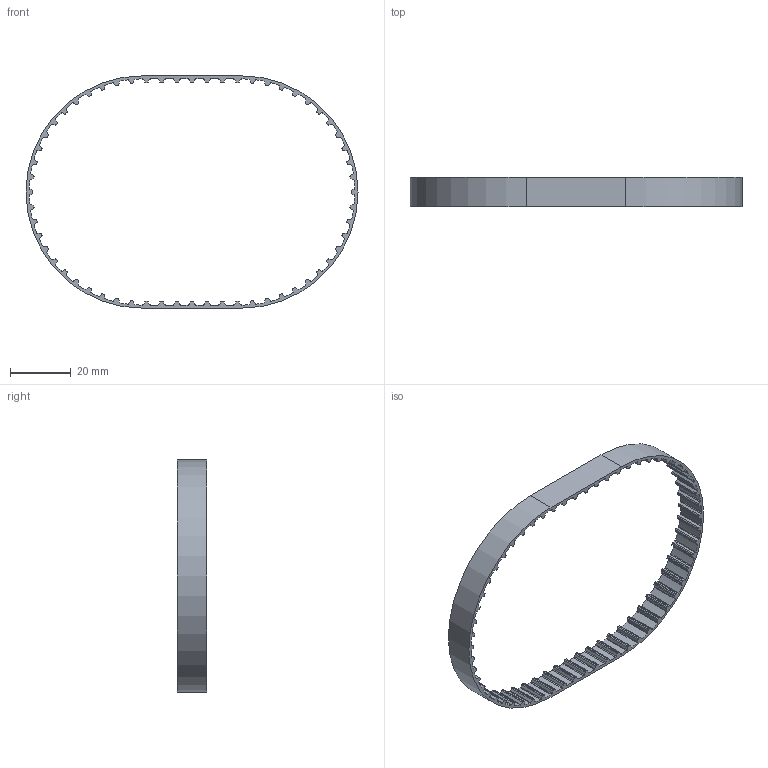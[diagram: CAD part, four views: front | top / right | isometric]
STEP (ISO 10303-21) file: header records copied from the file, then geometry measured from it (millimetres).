
FILE_DESCRIPTION (( 'STEP AP214' ), '1' );
FILE_NAME ('120XL037NG.step', '2015-04-08T23:01:33', ( '' ), ( '' ), 'SwSTEP 2.0', 'SolidWorks 2014', '' );
FILE_SCHEMA (( 'AUTOMOTIVE_DESIGN' ));
Length unit declared in the file: inch
Products named in the file (1): 120XL037NG
Bounding box: 108.91 x 9.53 x 76.2 mm (x, y, z)
Volume: 3992.5 mm3; surface area: 7385.2 mm2
Topology: 1 solids, 1 shells, 520 faces, 1554 edges, 1036 vertices
Faces by surface type: cylinder 320, plane 200
Entity records: 17802 total; most frequent: DIRECTION 3236, CARTESIAN_POINT 3111, ORIENTED_EDGE 3108, EDGE_CURVE 1554, AXIS2_PLACEMENT_3D 1161, VERTEX_POINT 1036, VECTOR 914, LINE 914
